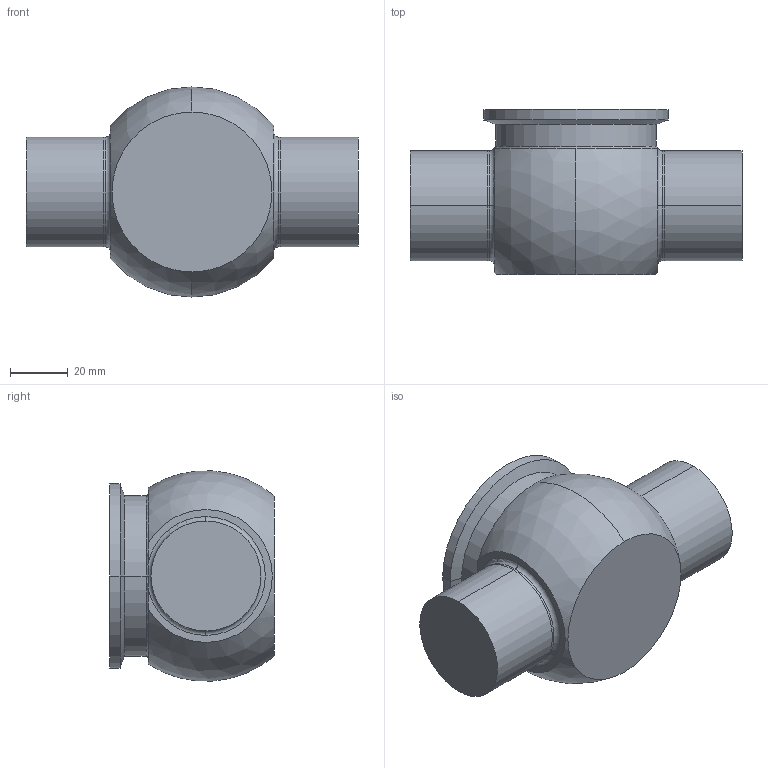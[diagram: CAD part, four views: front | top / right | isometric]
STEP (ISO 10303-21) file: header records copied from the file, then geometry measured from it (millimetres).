
FILE_DESCRIPTION (( 'STEP AP203' ), '1' );
FILE_NAME ('102786.STEP', '2017-10-23T15:56:41', ( '' ), ( '' ), 'SwSTEP 2.0', 'SolidWorks 2014', '' );
FILE_SCHEMA (( 'CONFIG_CONTROL_DESIGN' ));
Length unit declared in the file: inch
Products named in the file (1): 102786
Bounding box: 115.06 x 57.15 x 72.84 mm (x, y, z)
Volume: 249298.3 mm3; surface area: 25462.7 mm2
Topology: 1 solids, 1 shells, 30 faces, 70 edges, 42 vertices
Faces by surface type: cylinder 12, plane 8, torus 6, cone 2, sphere 2
Entity records: 969 total; most frequent: CARTESIAN_POINT 183, DIRECTION 168, ORIENTED_EDGE 140, AXIS2_PLACEMENT_3D 75, EDGE_CURVE 70, CIRCLE 44, VERTEX_POINT 42, EDGE_LOOP 30
